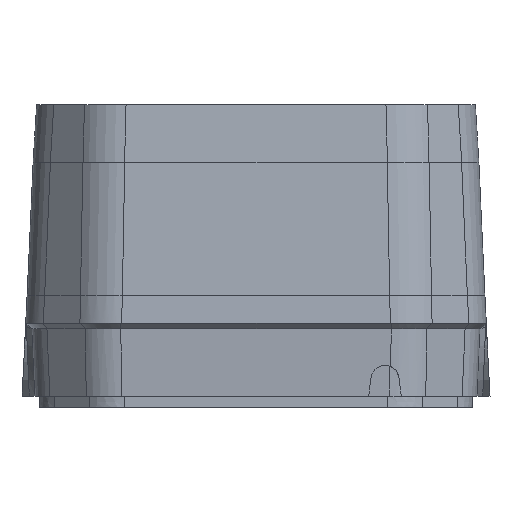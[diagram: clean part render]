
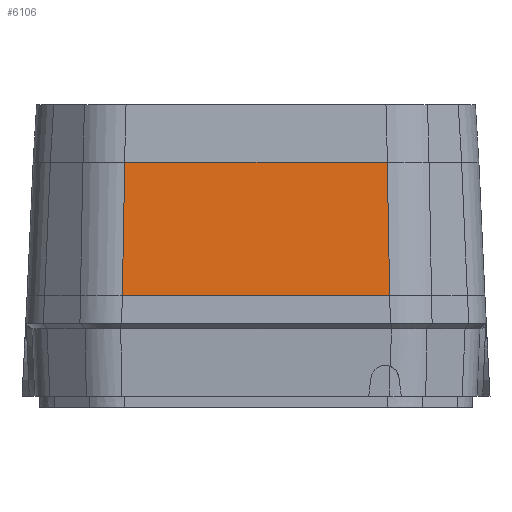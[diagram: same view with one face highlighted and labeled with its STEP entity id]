
A CAD part, left-side view. The second image highlights one B-rep face of the part: STEP entity #6106.
In plain terms, the highlighted planar face has unit normal (0.999, 0, -0.044).
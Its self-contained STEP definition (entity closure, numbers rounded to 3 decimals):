
#6080=AXIS2_PLACEMENT_3D('Plane Axis2P3D',#6077,#6078,#6079) ;
#6053=CARTESIAN_POINT('Vertex',(-40.782,23.834,20.)) ;
#6062=CARTESIAN_POINT('Vertex',(-39.747,23.405,43.7)) ;
#6065=CARTESIAN_POINT('Line Origine',(-40.374,23.665,29.332)) ;
#6077=CARTESIAN_POINT('Axis2P3D Location',(-41.,14.135,15.003)) ;
#6082=CARTESIAN_POINT('Line Origine',(-40.782,0.,20.)) ;
#6086=CARTESIAN_POINT('Vertex',(-40.782,-23.834,20.)) ;
#6089=CARTESIAN_POINT('Line Origine',(-39.747,0.,43.7)) ;
#6093=CARTESIAN_POINT('Vertex',(-39.747,-23.405,43.7)) ;
#6097=CARTESIAN_POINT('Control Point',(-40.782,-23.834,20.)) ;
#6098=CARTESIAN_POINT('Control Point',(-39.747,-23.405,43.7)) ;
#6066=DIRECTION('Vector Direction',(0.044,-0.018,0.999)) ;
#6078=DIRECTION('Axis2P3D Direction',(0.999,0.,-0.044)) ;
#6079=DIRECTION('Axis2P3D XDirection',(0.,-1.,0.)) ;
#6083=DIRECTION('Vector Direction',(0.,-1.,0.)) ;
#6090=DIRECTION('Vector Direction',(0.,-1.,0.)) ;
#6067=VECTOR('Line Direction',#6066,1.) ;
#6084=VECTOR('Line Direction',#6083,1.) ;
#6091=VECTOR('Line Direction',#6090,1.) ;
#6101=ORIENTED_EDGE('',*,*,#6088,.F.) ;
#6102=ORIENTED_EDGE('',*,*,#6069,.T.) ;
#6103=ORIENTED_EDGE('',*,*,#6095,.T.) ;
#6104=ORIENTED_EDGE('',*,*,#6099,.F.) ;
#6106=ADVANCED_FACE('Surface.105',(#6105),#6081,.T.) ;
#6096=B_SPLINE_CURVE_WITH_KNOTS('',1,(#6097,#6098),.UNSPECIFIED.,.F.,.U.,(2,2),(-13.868,9.858),.UNSPECIFIED.) ;
#6069=EDGE_CURVE('',#6054,#6063,#6068,.T.) ;
#6088=EDGE_CURVE('',#6054,#6087,#6085,.T.) ;
#6095=EDGE_CURVE('',#6063,#6094,#6092,.T.) ;
#6099=EDGE_CURVE('',#6087,#6094,#6096,.T.) ;
#6100=EDGE_LOOP('',(#6101,#6102,#6103,#6104)) ;
#6105=FACE_OUTER_BOUND('',#6100,.T.) ;
#6068=LINE('Line',#6065,#6067) ;
#6085=LINE('Line',#6082,#6084) ;
#6092=LINE('Line',#6089,#6091) ;
#6081=PLANE('',#6080) ;
#6054=VERTEX_POINT('',#6053) ;
#6063=VERTEX_POINT('',#6062) ;
#6087=VERTEX_POINT('',#6086) ;
#6094=VERTEX_POINT('',#6093) ;
